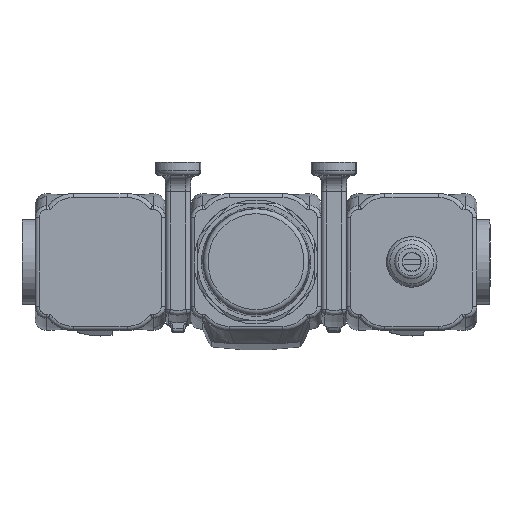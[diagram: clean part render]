
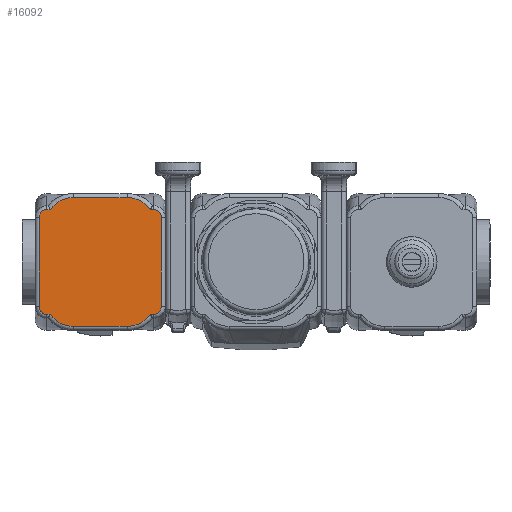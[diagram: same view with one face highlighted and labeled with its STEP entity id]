
A CAD part, top view. The second image highlights one B-rep face of the part: STEP entity #16092.
In plain terms, the highlighted planar face has unit normal (0, 0, 1).
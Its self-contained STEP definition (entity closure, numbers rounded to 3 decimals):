
#287=B_SPLINE_CURVE_WITH_KNOTS('',3,(#21692,#21693,#21694,#21695,#21696,
#21697),.UNSPECIFIED.,.F.,.F.,(4,1,1,4),(0.,0.164,0.274,
0.383),.UNSPECIFIED.);
#288=B_SPLINE_CURVE_WITH_KNOTS('',3,(#21701,#21702,#21703,#21704,#21705),
 .UNSPECIFIED.,.F.,.F.,(4,1,4),(0.,0.164,0.382),
 .UNSPECIFIED.);
#289=B_SPLINE_CURVE_WITH_KNOTS('',3,(#21717,#21718,#21719,#21720,#21721,
#21722),.UNSPECIFIED.,.F.,.F.,(4,1,1,4),(0.,0.164,0.274,
0.383),.UNSPECIFIED.);
#290=B_SPLINE_CURVE_WITH_KNOTS('',3,(#21726,#21727,#21728,#21729,#21730),
 .UNSPECIFIED.,.F.,.F.,(4,1,4),(0.,0.164,0.382),
 .UNSPECIFIED.);
#968=LINE('',#21685,#1924);
#969=LINE('',#21690,#1925);
#970=LINE('',#21699,#1926);
#971=LINE('',#21707,#1927);
#972=LINE('',#21711,#1928);
#973=LINE('',#21715,#1929);
#974=LINE('',#21724,#1930);
#975=LINE('',#21732,#1931);
#1924=VECTOR('',#18236,1000.);
#1925=VECTOR('',#18239,1000.);
#1926=VECTOR('',#18240,1000.);
#1927=VECTOR('',#18241,1000.);
#1928=VECTOR('',#18244,1000.);
#1929=VECTOR('',#18247,1000.);
#1930=VECTOR('',#18248,1000.);
#1931=VECTOR('',#18249,1000.);
#3209=ORIENTED_EDGE('',*,*,#6434,.F.);
#3210=ORIENTED_EDGE('',*,*,#6435,.F.);
#3211=ORIENTED_EDGE('',*,*,#6436,.F.);
#3212=ORIENTED_EDGE('',*,*,#6437,.F.);
#3213=ORIENTED_EDGE('',*,*,#6438,.F.);
#3214=ORIENTED_EDGE('',*,*,#6439,.F.);
#3215=ORIENTED_EDGE('',*,*,#6440,.F.);
#3216=ORIENTED_EDGE('',*,*,#6441,.F.);
#3217=ORIENTED_EDGE('',*,*,#6442,.F.);
#3218=ORIENTED_EDGE('',*,*,#6443,.F.);
#3219=ORIENTED_EDGE('',*,*,#6444,.F.);
#3220=ORIENTED_EDGE('',*,*,#6445,.F.);
#3221=ORIENTED_EDGE('',*,*,#6446,.F.);
#3222=ORIENTED_EDGE('',*,*,#6447,.F.);
#3223=ORIENTED_EDGE('',*,*,#6448,.F.);
#3224=ORIENTED_EDGE('',*,*,#6449,.F.);
#6434=EDGE_CURVE('',#8076,#8077,#968,.T.);
#6435=EDGE_CURVE('',#8078,#8076,#9055,.T.);
#6436=EDGE_CURVE('',#8079,#8078,#969,.T.);
#6437=EDGE_CURVE('',#8080,#8079,#287,.T.);
#6438=EDGE_CURVE('',#8081,#8080,#970,.T.);
#6439=EDGE_CURVE('',#8082,#8081,#288,.T.);
#6440=EDGE_CURVE('',#8083,#8082,#971,.T.);
#6441=EDGE_CURVE('',#8084,#8083,#9056,.T.);
#6442=EDGE_CURVE('',#8085,#8084,#972,.T.);
#6443=EDGE_CURVE('',#8086,#8085,#9057,.T.);
#6444=EDGE_CURVE('',#8087,#8086,#973,.T.);
#6445=EDGE_CURVE('',#8088,#8087,#289,.T.);
#6446=EDGE_CURVE('',#8089,#8088,#974,.T.);
#6447=EDGE_CURVE('',#8090,#8089,#290,.T.);
#6448=EDGE_CURVE('',#8091,#8090,#975,.T.);
#6449=EDGE_CURVE('',#8077,#8091,#9058,.T.);
#8076=VERTEX_POINT('',#21686);
#8077=VERTEX_POINT('',#21687);
#8078=VERTEX_POINT('',#21689);
#8079=VERTEX_POINT('',#21691);
#8080=VERTEX_POINT('',#21698);
#8081=VERTEX_POINT('',#21700);
#8082=VERTEX_POINT('',#21706);
#8083=VERTEX_POINT('',#21708);
#8084=VERTEX_POINT('',#21710);
#8085=VERTEX_POINT('',#21712);
#8086=VERTEX_POINT('',#21714);
#8087=VERTEX_POINT('',#21716);
#8088=VERTEX_POINT('',#21723);
#8089=VERTEX_POINT('',#21725);
#8090=VERTEX_POINT('',#21731);
#8091=VERTEX_POINT('',#21733);
#9055=CIRCLE('',#16883,8.75);
#9056=CIRCLE('',#16884,8.75);
#9057=CIRCLE('',#16885,8.75);
#9058=CIRCLE('',#16886,8.75);
#9527=EDGE_LOOP('',(#3209,#3210,#3211,#3212,#3213,#3214,#3215,#3216,#3217,
#3218,#3219,#3220,#3221,#3222,#3223,#3224));
#10367=FACE_BOUND('',#9527,.T.);
#11138=PLANE('',#16882);
#16092=ADVANCED_FACE('',(#10367),#11138,.T.);
#16882=AXIS2_PLACEMENT_3D('',#21684,#18234,#18235);
#16883=AXIS2_PLACEMENT_3D('',#21688,#18237,#18238);
#16884=AXIS2_PLACEMENT_3D('',#21709,#18242,#18243);
#16885=AXIS2_PLACEMENT_3D('',#21713,#18245,#18246);
#16886=AXIS2_PLACEMENT_3D('',#21734,#18250,#18251);
#18234=DIRECTION('',(0.,0.,1.));
#18235=DIRECTION('',(1.,0.,0.));
#18236=DIRECTION('',(1.,0.,0.));
#18237=DIRECTION('',(0.,0.,-1.));
#18238=DIRECTION('',(-0.447,0.894,0.));
#18239=DIRECTION('',(1.,0.,0.));
#18240=DIRECTION('',(0.,1.,0.));
#18241=DIRECTION('',(-1.,0.,0.));
#18242=DIRECTION('',(0.,0.,-1.));
#18243=DIRECTION('',(-0.447,-0.894,0.));
#18244=DIRECTION('',(-1.,0.,0.));
#18245=DIRECTION('',(0.,0.,-1.));
#18246=DIRECTION('',(0.447,-0.894,0.));
#18247=DIRECTION('',(-1.,0.,0.));
#18248=DIRECTION('',(0.,-1.,0.));
#18249=DIRECTION('',(1.,0.,0.));
#18250=DIRECTION('',(0.,0.,-1.));
#18251=DIRECTION('',(0.447,0.894,0.));
#21684=CARTESIAN_POINT('',(0.,0.,27.5));
#21685=CARTESIAN_POINT('',(-8.25,19.75,27.5));
#21686=CARTESIAN_POINT('',(-8.25,19.75,27.5));
#21687=CARTESIAN_POINT('',(8.25,19.75,27.5));
#21688=CARTESIAN_POINT('',(-8.25,11.,27.5));
#21689=CARTESIAN_POINT('',(-15.388,16.061,27.5));
#21690=CARTESIAN_POINT('',(-16.35,16.061,27.5));
#21691=CARTESIAN_POINT('',(-16.35,16.061,27.5));
#21692=CARTESIAN_POINT('',(-18.75,13.562,27.5));
#21693=CARTESIAN_POINT('',(-18.75,14.109,27.5));
#21694=CARTESIAN_POINT('',(-18.453,15.024,27.5));
#21695=CARTESIAN_POINT('',(-17.449,15.882,27.5));
#21696=CARTESIAN_POINT('',(-16.715,16.061,27.5));
#21697=CARTESIAN_POINT('',(-16.35,16.061,27.5));
#21698=CARTESIAN_POINT('',(-18.75,13.562,27.5));
#21699=CARTESIAN_POINT('',(-18.75,-13.562,27.5));
#21700=CARTESIAN_POINT('',(-18.75,-13.562,27.5));
#21701=CARTESIAN_POINT('',(-16.35,-16.061,27.5));
#21702=CARTESIAN_POINT('',(-16.896,-16.061,27.5));
#21703=CARTESIAN_POINT('',(-18.18,-15.577,27.5));
#21704=CARTESIAN_POINT('',(-18.75,-14.29,27.5));
#21705=CARTESIAN_POINT('',(-18.75,-13.562,27.5));
#21706=CARTESIAN_POINT('',(-16.35,-16.061,27.5));
#21707=CARTESIAN_POINT('',(-15.388,-16.061,27.5));
#21708=CARTESIAN_POINT('',(-15.388,-16.061,27.5));
#21709=CARTESIAN_POINT('',(-8.25,-11.,27.5));
#21710=CARTESIAN_POINT('',(-8.25,-19.75,27.5));
#21711=CARTESIAN_POINT('',(8.25,-19.75,27.5));
#21712=CARTESIAN_POINT('',(8.25,-19.75,27.5));
#21713=CARTESIAN_POINT('',(8.25,-11.,27.5));
#21714=CARTESIAN_POINT('',(15.388,-16.061,27.5));
#21715=CARTESIAN_POINT('',(16.35,-16.061,27.5));
#21716=CARTESIAN_POINT('',(16.35,-16.061,27.5));
#21717=CARTESIAN_POINT('',(18.75,-13.562,27.5));
#21718=CARTESIAN_POINT('',(18.75,-14.109,27.5));
#21719=CARTESIAN_POINT('',(18.453,-15.024,27.5));
#21720=CARTESIAN_POINT('',(17.449,-15.882,27.5));
#21721=CARTESIAN_POINT('',(16.715,-16.061,27.5));
#21722=CARTESIAN_POINT('',(16.35,-16.061,27.5));
#21723=CARTESIAN_POINT('',(18.75,-13.562,27.5));
#21724=CARTESIAN_POINT('',(18.75,13.562,27.5));
#21725=CARTESIAN_POINT('',(18.75,13.562,27.5));
#21726=CARTESIAN_POINT('',(16.35,16.061,27.5));
#21727=CARTESIAN_POINT('',(16.896,16.061,27.5));
#21728=CARTESIAN_POINT('',(18.18,15.577,27.5));
#21729=CARTESIAN_POINT('',(18.75,14.29,27.5));
#21730=CARTESIAN_POINT('',(18.75,13.562,27.5));
#21731=CARTESIAN_POINT('',(16.35,16.061,27.5));
#21732=CARTESIAN_POINT('',(15.388,16.061,27.5));
#21733=CARTESIAN_POINT('',(15.388,16.061,27.5));
#21734=CARTESIAN_POINT('',(8.25,11.,27.5));
